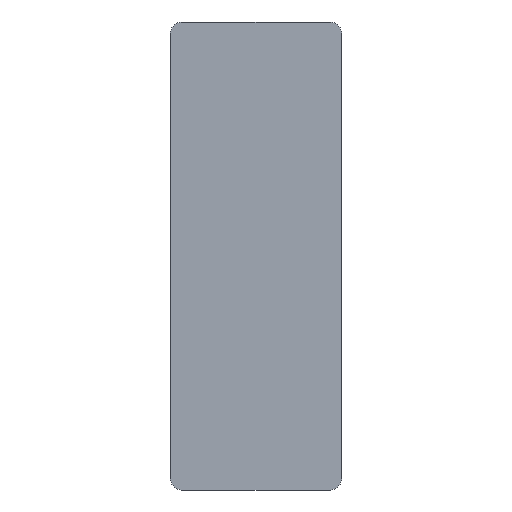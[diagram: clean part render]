
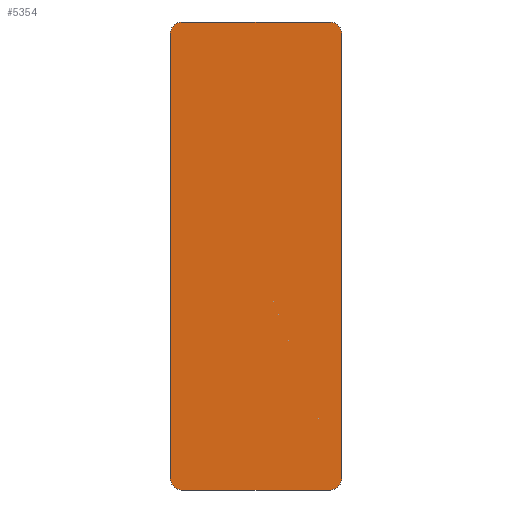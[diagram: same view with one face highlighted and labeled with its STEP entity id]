
A CAD part, left-side view. The second image highlights one B-rep face of the part: STEP entity #5354.
In plain terms, the highlighted planar face has unit normal (-1, 0, 0).
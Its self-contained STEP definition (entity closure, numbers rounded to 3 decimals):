
#161=CIRCLE('',#5862,1.);
#162=CIRCLE('',#5865,1.);
#212=CIRCLE('',#5974,1.);
#213=CIRCLE('',#5977,1.);
#311=PLANE('',#5976);
#642=FACE_OUTER_BOUND('',#987,.T.);
#987=EDGE_LOOP('',(#4680,#4681,#4682,#4683,#4684,#4685,#4686,#4687));
#1203=LINE('',#7922,#1683);
#1516=LINE('',#8967,#1996);
#1585=LINE('',#9208,#2065);
#1587=LINE('',#9211,#2067);
#1683=VECTOR('',#6169,10.);
#1996=VECTOR('',#7356,10.);
#2065=VECTOR('',#7649,10.);
#2067=VECTOR('',#7653,10.);
#2161=VERTEX_POINT('',#7919);
#2162=VERTEX_POINT('',#7921);
#2455=VERTEX_POINT('',#8959);
#2456=VERTEX_POINT('',#8961);
#2457=VERTEX_POINT('',#8965);
#2515=VERTEX_POINT('',#9201);
#2516=VERTEX_POINT('',#9203);
#2517=VERTEX_POINT('',#9207);
#2623=EDGE_CURVE('',#2162,#2161,#1203,.T.);
#3141=EDGE_CURVE('',#2455,#2456,#161,.T.);
#3144=EDGE_CURVE('',#2457,#2455,#1516,.T.);
#3145=EDGE_CURVE('',#2162,#2457,#162,.T.);
#3262=EDGE_CURVE('',#2515,#2516,#212,.T.);
#3264=EDGE_CURVE('',#2516,#2517,#1585,.T.);
#3266=EDGE_CURVE('',#2515,#2456,#1587,.T.);
#3267=EDGE_CURVE('',#2517,#2161,#213,.T.);
#4680=ORIENTED_EDGE('',*,*,#3262,.F.);
#4681=ORIENTED_EDGE('',*,*,#3266,.T.);
#4682=ORIENTED_EDGE('',*,*,#3141,.F.);
#4683=ORIENTED_EDGE('',*,*,#3144,.F.);
#4684=ORIENTED_EDGE('',*,*,#3145,.F.);
#4685=ORIENTED_EDGE('',*,*,#2623,.T.);
#4686=ORIENTED_EDGE('',*,*,#3267,.F.);
#4687=ORIENTED_EDGE('',*,*,#3264,.F.);
#5354=ADVANCED_FACE('',(#642),#311,.F.);
#5862=AXIS2_PLACEMENT_3D('',#8962,#7350,#7351);
#5865=AXIS2_PLACEMENT_3D('',#8969,#7359,#7360);
#5974=AXIS2_PLACEMENT_3D('',#9204,#7644,#7645);
#5976=AXIS2_PLACEMENT_3D('',#9210,#7651,#7652);
#5977=AXIS2_PLACEMENT_3D('',#9212,#7654,#7655);
#6169=DIRECTION('',(0.,0.,-1.));
#7350=DIRECTION('center_axis',(1.,0.,0.));
#7351=DIRECTION('ref_axis',(0.,-0.707,0.707));
#7356=DIRECTION('',(0.,-1.,0.));
#7359=DIRECTION('center_axis',(1.,0.,0.));
#7360=DIRECTION('ref_axis',(0.,0.707,0.707));
#7644=DIRECTION('center_axis',(1.,0.,0.));
#7645=DIRECTION('ref_axis',(0.,-0.707,-0.707));
#7649=DIRECTION('',(0.,1.,0.));
#7651=DIRECTION('center_axis',(1.,0.,0.));
#7652=DIRECTION('ref_axis',(0.,1.,0.));
#7653=DIRECTION('',(0.,0.,1.));
#7654=DIRECTION('center_axis',(1.,0.,0.));
#7655=DIRECTION('ref_axis',(0.,0.707,-0.707));
#7919=CARTESIAN_POINT('',(0.,13.9,0.5));
#7921=CARTESIAN_POINT('',(0.,13.9,39.5));
#7922=CARTESIAN_POINT('',(0.,13.9,0.));
#8959=CARTESIAN_POINT('',(0.,-0.1,40.5));
#8961=CARTESIAN_POINT('',(0.,-1.1,39.5));
#8962=CARTESIAN_POINT('Origin',(0.,-0.1,
39.5));
#8965=CARTESIAN_POINT('',(0.,12.9,40.5));
#8967=CARTESIAN_POINT('',(0.,16.4,40.5));
#8969=CARTESIAN_POINT('Origin',(0.,12.9,39.5));
#9201=CARTESIAN_POINT('',(0.,-1.1,0.5));
#9203=CARTESIAN_POINT('',(0.,-0.1,-0.5));
#9204=CARTESIAN_POINT('Origin',(0.,-0.1,
0.5));
#9207=CARTESIAN_POINT('',(0.,12.9,-0.5));
#9208=CARTESIAN_POINT('',(0.,-1.1,-0.5));
#9210=CARTESIAN_POINT('Origin',(0.,6.4,20.25));
#9211=CARTESIAN_POINT('',(0.,-1.1,0.));
#9212=CARTESIAN_POINT('Origin',(0.,12.9,0.5));
